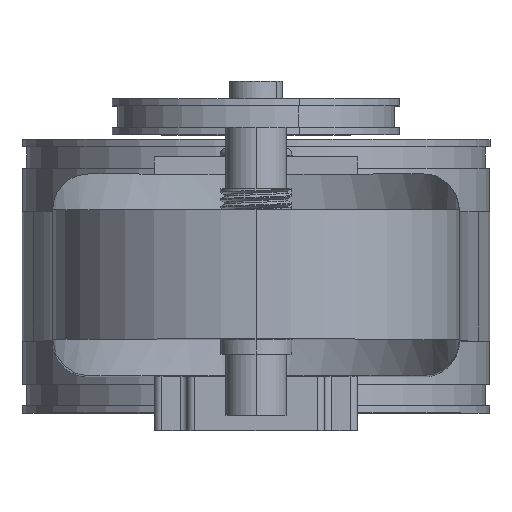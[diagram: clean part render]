
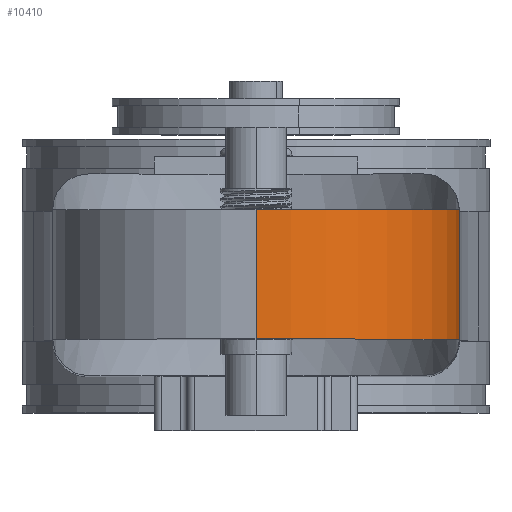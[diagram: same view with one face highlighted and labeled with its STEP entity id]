
A CAD part, top view. The second image highlights one B-rep face of the part: STEP entity #10410.
In plain terms, the highlighted cylindrical face has radius 56.5 mm (diameter 113 mm), a partial arc.
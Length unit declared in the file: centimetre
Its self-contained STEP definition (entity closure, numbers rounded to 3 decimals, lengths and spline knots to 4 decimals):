
#365 = EDGE_CURVE ( 'NONE', #8170, #8149, #13488, .T. ) ;
#786 = CARTESIAN_POINT ( 'NONE',  ( -5.65, 2.8, -30. ) ) ;
#950 = DIRECTION ( 'NONE',  ( 0., 0., -1. ) ) ;
#1454 = CIRCLE ( 'NONE', #1745, 5.65 ) ;
#1745 = AXIS2_PLACEMENT_3D ( 'NONE', #4109, #11587, #17392 ) ;
#2018 = AXIS2_PLACEMENT_3D ( 'NONE', #9564, #6722, #950 ) ;
#3613 = VERTEX_POINT ( 'NONE', #4119 ) ;
#4109 = CARTESIAN_POINT ( 'NONE',  ( 0., 1.8, -30. ) ) ;
#4119 = CARTESIAN_POINT ( 'NONE',  ( -5.65, -1.8, -30. ) ) ;
#4285 = DIRECTION ( 'NONE',  ( 0., 1., 0. ) ) ;
#4551 = ORIENTED_EDGE ( 'NONE', *, *, #9438, .F. ) ;
#4858 = CARTESIAN_POINT ( 'NONE',  ( 0., 2.8, -35.65 ) ) ;
#5088 = CARTESIAN_POINT ( 'NONE',  ( -5.65, 1.8, -30. ) ) ;
#6609 = CARTESIAN_POINT ( 'NONE',  ( 0., -1.8, -35.65 ) ) ;
#6722 = DIRECTION ( 'NONE',  ( 0., -1., 0. ) ) ;
#6815 = FACE_OUTER_BOUND ( 'NONE', #10413, .T. ) ;
#6956 = CARTESIAN_POINT ( 'NONE',  ( 0., -1.8, -30. ) ) ;
#8149 = VERTEX_POINT ( 'NONE', #6609 ) ;
#8170 = VERTEX_POINT ( 'NONE', #13911 ) ;
#8571 = DIRECTION ( 'NONE',  ( 0., 0., 1. ) ) ;
#9438 = EDGE_CURVE ( 'NONE', #11024, #3613, #12428, .T. ) ;
#9564 = CARTESIAN_POINT ( 'NONE',  ( 0., 2.8, -30. ) ) ;
#10073 = EDGE_CURVE ( 'NONE', #8149, #3613, #10487, .T. ) ;
#10410 = ADVANCED_FACE ( 'NONE', ( #6815 ), #13835, .T. ) ;
#10413 = EDGE_LOOP ( 'NONE', ( #13305, #17374, #16065, #4551 ) ) ;
#10487 = CIRCLE ( 'NONE', #13839, 5.65 ) ;
#11024 = VERTEX_POINT ( 'NONE', #5088 ) ;
#11587 = DIRECTION ( 'NONE',  ( 0., -1., 0. ) ) ;
#12428 = LINE ( 'NONE', #786, #16856 ) ;
#13305 = ORIENTED_EDGE ( 'NONE', *, *, #13537, .T. ) ;
#13488 = LINE ( 'NONE', #4858, #18249 ) ;
#13537 = EDGE_CURVE ( 'NONE', #11024, #8170, #1454, .T. ) ;
#13835 = CYLINDRICAL_SURFACE ( 'NONE', #2018, 5.65 ) ;
#13839 = AXIS2_PLACEMENT_3D ( 'NONE', #6956, #4285, #8571 ) ;
#13911 = CARTESIAN_POINT ( 'NONE',  ( 0., 1.8, -35.65 ) ) ;
#16065 = ORIENTED_EDGE ( 'NONE', *, *, #10073, .T. ) ;
#16440 = DIRECTION ( 'NONE',  ( 0., -1., 0. ) ) ;
#16710 = DIRECTION ( 'NONE',  ( 0., -1., 0. ) ) ;
#16856 = VECTOR ( 'NONE', #16710, 100. ) ;
#17374 = ORIENTED_EDGE ( 'NONE', *, *, #365, .T. ) ;
#17392 = DIRECTION ( 'NONE',  ( 0., 0., 1. ) ) ;
#18249 = VECTOR ( 'NONE', #16440, 100. ) ;
